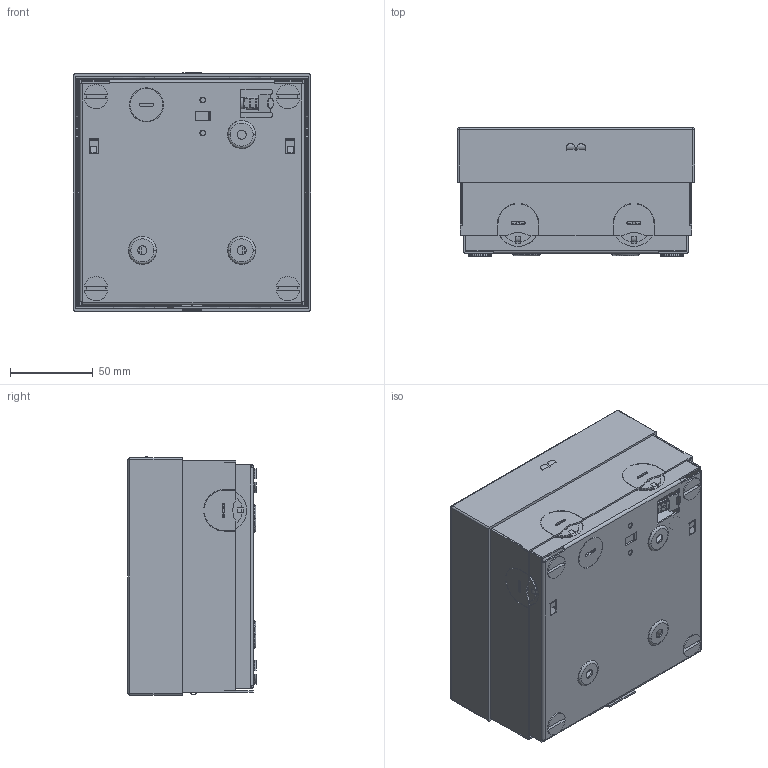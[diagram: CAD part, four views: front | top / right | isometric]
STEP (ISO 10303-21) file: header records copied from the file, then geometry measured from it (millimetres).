
FILE_DESCRIPTION (( 'STEP AP214' ), '1' );
FILE_NAME ('7368357.STEP', '2022-12-02T09:45:49', ( '' ), ( '' ), 'SwSTEP 2.0', 'SolidWorks 2022', '' );
FILE_SCHEMA (( 'AUTOMOTIVE_DESIGN' ));
Length unit declared in the file: millimetre
Products named in the file (43): 021962_Gewindestift DIN 913 M6 x 5 ohne Gew.; 177455; 172611; 121678; 177453_Standard, breite Version, Kernloch, Entformung kompl.; 05052808_Standard; 172652_Blind; 121005_39412560 T1 (Edelstahl); 157654; P_40949508_6_Standard; 172471_abgebogene Erdung -; 212111; P_39411020_1_Standard; 177454_Standard; 136471; 204994T1_Standard (Edelstah); 205735; 52058FJ_Standard; P_39410286_2_Standard; 204994_Standard (Edelstahl); 034042_43000135; P_39410282_15_Standard; 35011900_mit Selbstsichrungseinsatz; 032927_43000129; 7368357; 136932; 190213_Standard; 172452_abgebogene Erdung -; 42576c_Standard; 177472_Standard; P_39410286_1_Standard; P_39410286_3_Standard; 033500_Einbausituation GE2; 172533; 172591_Blindnieten eingesetzt; 190212_Standard; 35104466_Standard; 204993_39412572 (Edelstahl); 172511; 191151 ...
Assembly tree (58 placements, depth 4):
  7368357
    172471_abgebogene Erdung -
      172452_abgebogene Erdung -
      172511
    172591_Blindnieten eingesetzt
      172571_Standard
      121005_39412560 T1 (Edelstahl)
      033500_Einbausituation GE2  x4
    136932
    204995
      204993_39412572 (Edelstahl)
      121678
      204994_Standard (Edelstahl)
        204994T1_Standard (Edelstah)
        05052808_Standard  x2
      42576c_Standard  x4
      35011900_mit Selbstsichrungseinsatz  x2
      P_39411020_1_Standard
      P_40949508_6_Standard
      177472_Standard
        177453_Standard, breite Version, Kernloch, Entformung kompl.
        177455
        177454_Standard
        190212_Standard
        190213_Standard
        191151
        021962_Gewindestift DIN 913 M6 x 5 ohne Gew.
        212111
      205735
      032927_43000129
      034042_43000135
    136471
    172533
    172611
    172652_Blind
    52058FJ_Standard  x4
    35104466_Standard  x5
    P_39411020_1_Standard
    P_39410282_14_Standard
      P_39410282_15_Standard
      P_39410286_3_Standard
        P_39410286_1_Standard
        P_39410286_2_Standard
    157654
Bounding box: 143.5 x 77.5 x 144.11 mm (x, y, z)
Volume: 332101.7 mm3; surface area: 484975.8 mm2
Topology: 53 solids, 53 shells, 5688 faces, 15652 edges, 9981 vertices
Faces by surface type: plane 2783, cylinder 2362, bspline 245, cone 153, torus 118, sphere 27
Entity records: 209948 total; most frequent: CARTESIAN_POINT 49799, ORIENTED_EDGE 28812, DIRECTION 24205, EDGE_CURVE 14406, VERTEX_POINT 9212, AXIS2_PLACEMENT_3D 8470, LINE 7265, VECTOR 7265
